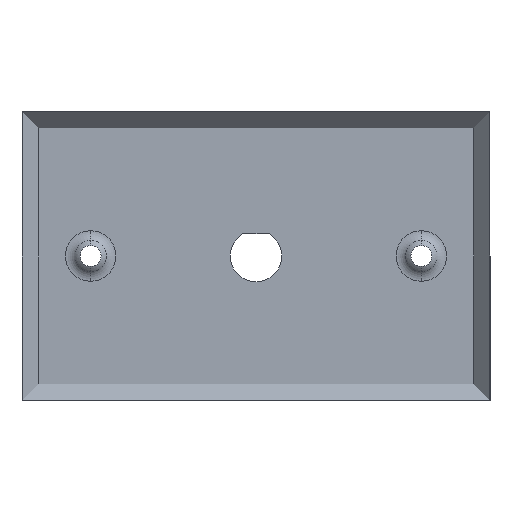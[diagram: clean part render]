
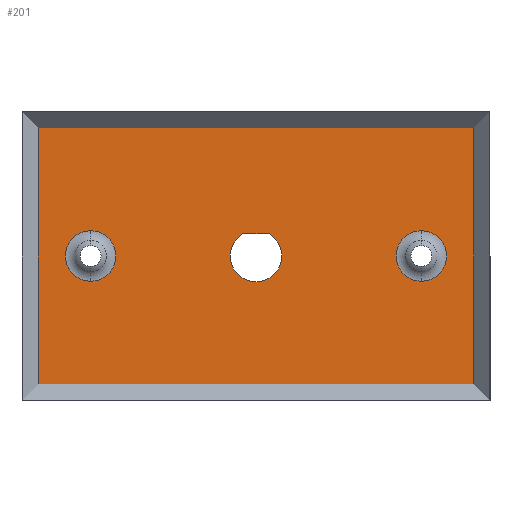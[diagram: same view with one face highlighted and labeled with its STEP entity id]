
A CAD part, front view. The second image highlights one B-rep face of the part: STEP entity #201.
In plain terms, the highlighted planar face has unit normal (0, -1, 0).
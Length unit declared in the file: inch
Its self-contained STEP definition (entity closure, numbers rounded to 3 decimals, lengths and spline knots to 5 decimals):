
#41 = VERTEX_POINT ( 'NONE', #493 ) ;
#43 = EDGE_CURVE ( 'NONE', #41, #44, #492, .T. ) ;
#44 = VERTEX_POINT ( 'NONE', #487 ) ;
#49 = EDGE_CURVE ( 'NONE', #50, #51, #486, .T. ) ;
#50 = VERTEX_POINT ( 'NONE', #481 ) ;
#51 = VERTEX_POINT ( 'NONE', #480 ) ;
#163 = EDGE_CURVE ( 'NONE', #164, #165, #755, .T. ) ;
#164 = VERTEX_POINT ( 'NONE', #721 ) ;
#165 = VERTEX_POINT ( 'NONE', #720 ) ;
#201 = ADVANCED_FACE ( 'NONE', ( #827, #826, #825, #824 ), #823, .T. ) ;
#202 = EDGE_LOOP ( 'NONE', ( #203, #206, #208 ) ) ;
#203 = ORIENTED_EDGE ( 'NONE', *, *, #204, .F. ) ;
#204 = EDGE_CURVE ( 'NONE', #205, #41, #818, .T. ) ;
#205 = VERTEX_POINT ( 'NONE', #813 ) ;
#206 = ORIENTED_EDGE ( 'NONE', *, *, #207, .F. ) ;
#207 = EDGE_CURVE ( 'NONE', #44, #205, #812, .T. ) ;
#208 = ORIENTED_EDGE ( 'NONE', *, *, #43, .F. ) ;
#209 = EDGE_LOOP ( 'NONE', ( #210, #227, #230, #233 ) ) ;
#210 = ORIENTED_EDGE ( 'NONE', *, *, #225, .F. ) ;
#211 = VERTEX_POINT ( 'NONE', #808 ) ;
#225 = EDGE_CURVE ( 'NONE', #211, #226, #775, .T. ) ;
#226 = VERTEX_POINT ( 'NONE', #771 ) ;
#227 = ORIENTED_EDGE ( 'NONE', *, *, #228, .F. ) ;
#228 = EDGE_CURVE ( 'NONE', #229, #211, #770, .T. ) ;
#229 = VERTEX_POINT ( 'NONE', #766 ) ;
#230 = ORIENTED_EDGE ( 'NONE', *, *, #231, .F. ) ;
#231 = EDGE_CURVE ( 'NONE', #232, #229, #765, .T. ) ;
#232 = VERTEX_POINT ( 'NONE', #761 ) ;
#233 = ORIENTED_EDGE ( 'NONE', *, *, #234, .F. ) ;
#234 = EDGE_CURVE ( 'NONE', #226, #232, #760, .T. ) ;
#235 = EDGE_LOOP ( 'NONE', ( #236, #237 ) ) ;
#236 = ORIENTED_EDGE ( 'NONE', *, *, #163, .F. ) ;
#237 = ORIENTED_EDGE ( 'NONE', *, *, #238, .F. ) ;
#238 = EDGE_CURVE ( 'NONE', #165, #164, #756, .T. ) ;
#239 = EDGE_LOOP ( 'NONE', ( #240, #242 ) ) ;
#240 = ORIENTED_EDGE ( 'NONE', *, *, #241, .T. ) ;
#241 = EDGE_CURVE ( 'NONE', #51, #50, #697, .T. ) ;
#242 = ORIENTED_EDGE ( 'NONE', *, *, #49, .T. ) ;
#480 = CARTESIAN_POINT ( 'NONE',  ( 1.61417, 0., 0.24656 ) ) ;
#481 = CARTESIAN_POINT ( 'NONE',  ( 1.61417, 0., -0.24656 ) ) ;
#482 = DIRECTION ( 'NONE',  ( 0., 0., 1. ) ) ;
#483 = DIRECTION ( 'NONE',  ( 0., 1., 0. ) ) ;
#484 = CARTESIAN_POINT ( 'NONE',  ( 1.61417, 0., 0. ) ) ;
#485 = AXIS2_PLACEMENT_3D ( 'NONE', #484, #483, #482 ) ;
#486 = CIRCLE ( 'NONE', #485, 0.24656 ) ;
#487 = CARTESIAN_POINT ( 'NONE',  ( 0.12826, 0., 0.2175 ) ) ;
#488 = DIRECTION ( 'NONE',  ( 0., 0., -1. ) ) ;
#489 = DIRECTION ( 'NONE',  ( 0., -1., 0. ) ) ;
#490 = CARTESIAN_POINT ( 'NONE',  ( 0., 0., 0. ) ) ;
#491 = AXIS2_PLACEMENT_3D ( 'NONE', #490, #489, #488 ) ;
#492 = CIRCLE ( 'NONE', #491, 0.2525 ) ;
#493 = CARTESIAN_POINT ( 'NONE',  ( 0., 0., -0.2525 ) ) ;
#693 = DIRECTION ( 'NONE',  ( 0., 0., 1. ) ) ;
#694 = DIRECTION ( 'NONE',  ( 0., 1., 0. ) ) ;
#695 = CARTESIAN_POINT ( 'NONE',  ( 1.61417, 0., 0. ) ) ;
#696 = AXIS2_PLACEMENT_3D ( 'NONE', #695, #694, #693 ) ;
#697 = CIRCLE ( 'NONE', #696, 0.24656 ) ;
#698 = DIRECTION ( 'NONE',  ( 0., 0., 1. ) ) ;
#699 = DIRECTION ( 'NONE',  ( 0., -1., 0. ) ) ;
#700 = CARTESIAN_POINT ( 'NONE',  ( -1.61417, 0., 0. ) ) ;
#701 = AXIS2_PLACEMENT_3D ( 'NONE', #700, #699, #698 ) ;
#720 = CARTESIAN_POINT ( 'NONE',  ( -1.61417, 0., -0.24656 ) ) ;
#721 = CARTESIAN_POINT ( 'NONE',  ( -1.61417, 0., 0.24656 ) ) ;
#722 = DIRECTION ( 'NONE',  ( 0., 0., 1. ) ) ;
#752 = DIRECTION ( 'NONE',  ( 0., -1., 0. ) ) ;
#753 = CARTESIAN_POINT ( 'NONE',  ( -1.61417, 0., 0. ) ) ;
#754 = AXIS2_PLACEMENT_3D ( 'NONE', #753, #752, #722 ) ;
#755 = CIRCLE ( 'NONE', #754, 0.24656 ) ;
#756 = CIRCLE ( 'NONE', #701, 0.24656 ) ;
#757 = DIRECTION ( 'NONE',  ( -1., 0., 0. ) ) ;
#758 = VECTOR ( 'NONE', #757, 39.37008 ) ;
#759 = CARTESIAN_POINT ( 'NONE',  ( 2.125, 0., -1.25 ) ) ;
#760 = LINE ( 'NONE', #759, #758 ) ;
#761 = CARTESIAN_POINT ( 'NONE',  ( -2.125, 0., -1.25 ) ) ;
#762 = DIRECTION ( 'NONE',  ( 0., 0., 1. ) ) ;
#763 = VECTOR ( 'NONE', #762, 39.37008 ) ;
#764 = CARTESIAN_POINT ( 'NONE',  ( -2.125, 0., -1.25 ) ) ;
#765 = LINE ( 'NONE', #764, #763 ) ;
#766 = CARTESIAN_POINT ( 'NONE',  ( -2.125, 0., 1.25 ) ) ;
#767 = DIRECTION ( 'NONE',  ( 1., 0., 0. ) ) ;
#768 = VECTOR ( 'NONE', #767, 39.37008 ) ;
#769 = CARTESIAN_POINT ( 'NONE',  ( 2.125, 0., 1.25 ) ) ;
#770 = LINE ( 'NONE', #769, #768 ) ;
#771 = CARTESIAN_POINT ( 'NONE',  ( 2.125, 0., -1.25 ) ) ;
#772 = DIRECTION ( 'NONE',  ( 0., 0., -1. ) ) ;
#773 = VECTOR ( 'NONE', #772, 39.37008 ) ;
#774 = CARTESIAN_POINT ( 'NONE',  ( 2.125, 0., -1.25 ) ) ;
#775 = LINE ( 'NONE', #774, #773 ) ;
#808 = CARTESIAN_POINT ( 'NONE',  ( 2.125, 0., 1.25 ) ) ;
#809 = DIRECTION ( 'NONE',  ( -1., 0., 0. ) ) ;
#810 = VECTOR ( 'NONE', #809, 39.37008 ) ;
#811 = CARTESIAN_POINT ( 'NONE',  ( -0.12826, 0., 0.2175 ) ) ;
#812 = LINE ( 'NONE', #811, #810 ) ;
#813 = CARTESIAN_POINT ( 'NONE',  ( -0.12826, 0., 0.2175 ) ) ;
#814 = DIRECTION ( 'NONE',  ( 0., 0., -1. ) ) ;
#815 = DIRECTION ( 'NONE',  ( 0., -1., 0. ) ) ;
#816 = CARTESIAN_POINT ( 'NONE',  ( 0., 0., 0. ) ) ;
#817 = AXIS2_PLACEMENT_3D ( 'NONE', #816, #815, #814 ) ;
#818 = CIRCLE ( 'NONE', #817, 0.2525 ) ;
#819 = DIRECTION ( 'NONE',  ( 0., 0., -1. ) ) ;
#820 = DIRECTION ( 'NONE',  ( 0., -1., 0. ) ) ;
#821 = CARTESIAN_POINT ( 'NONE',  ( 2.125, 0., 1.25 ) ) ;
#822 = AXIS2_PLACEMENT_3D ( 'NONE', #821, #820, #819 ) ;
#823 = PLANE ( 'NONE',  #822 ) ;
#824 = FACE_BOUND ( 'NONE', #239, .T. ) ;
#825 = FACE_BOUND ( 'NONE', #235, .T. ) ;
#826 = FACE_OUTER_BOUND ( 'NONE', #209, .T. ) ;
#827 = FACE_BOUND ( 'NONE', #202, .T. ) ;
